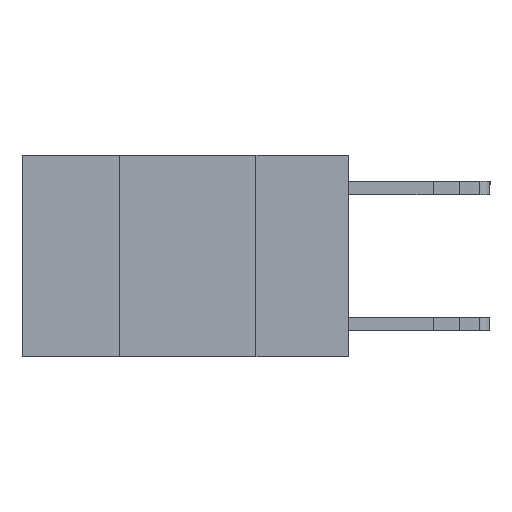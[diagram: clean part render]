
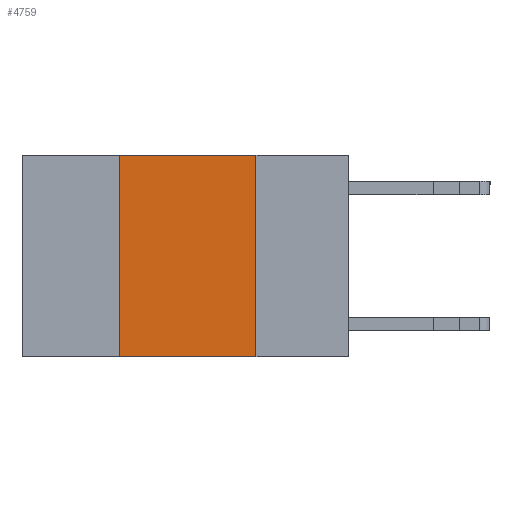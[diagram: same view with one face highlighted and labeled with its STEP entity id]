
A CAD part, left-side view. The second image highlights one B-rep face of the part: STEP entity #4759.
In plain terms, the highlighted planar face has unit normal (-1, 0, 0).
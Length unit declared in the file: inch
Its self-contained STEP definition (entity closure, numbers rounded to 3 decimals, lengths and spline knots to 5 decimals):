
#1068 = VERTEX_POINT ( 'NONE', #17876 ) ;
#1618 = VECTOR ( 'NONE', #2016, 39.37008 ) ;
#2016 = DIRECTION ( 'NONE',  ( 0., -1., 0. ) ) ;
#3125 = DIRECTION ( 'NONE',  ( 0., 0., 1. ) ) ;
#3493 = ORIENTED_EDGE ( 'NONE', *, *, #14070, .F. ) ;
#4427 = DIRECTION ( 'NONE',  ( 0., 0., -1. ) ) ;
#4759 = ADVANCED_FACE ( 'NONE', ( #17007 ), #20441, .F. ) ;
#4779 = LINE ( 'NONE', #18204, #10731 ) ;
#5714 = ORIENTED_EDGE ( 'NONE', *, *, #13800, .T. ) ;
#5892 = CARTESIAN_POINT ( 'NONE',  ( 0., 0.6, -0.37 ) ) ;
#7158 = ORIENTED_EDGE ( 'NONE', *, *, #8284, .F. ) ;
#7217 = DIRECTION ( 'NONE',  ( 0., 0., -1. ) ) ;
#7723 = AXIS2_PLACEMENT_3D ( 'NONE', #12063, #16796, #7217 ) ;
#8284 = EDGE_CURVE ( 'NONE', #8952, #11469, #13691, .T. ) ;
#8670 = CARTESIAN_POINT ( 'NONE',  ( 0., 0.17, -0.37 ) ) ;
#8952 = VERTEX_POINT ( 'NONE', #9106 ) ;
#9106 = CARTESIAN_POINT ( 'NONE',  ( 0., 0.42, 0. ) ) ;
#9847 = EDGE_CURVE ( 'NONE', #11469, #10512, #14015, .T. ) ;
#10512 = VERTEX_POINT ( 'NONE', #8670 ) ;
#10731 = VECTOR ( 'NONE', #3125, 39.37008 ) ;
#11469 = VERTEX_POINT ( 'NONE', #13555 ) ;
#12063 = CARTESIAN_POINT ( 'NONE',  ( 0., 0.6, 0. ) ) ;
#12608 = DIRECTION ( 'NONE',  ( 0., -1., 0. ) ) ;
#12943 = VECTOR ( 'NONE', #4427, 39.37008 ) ;
#13555 = CARTESIAN_POINT ( 'NONE',  ( 0., 0.17, 0. ) ) ;
#13691 = LINE ( 'NONE', #18745, #1618 ) ;
#13800 = EDGE_CURVE ( 'NONE', #1068, #10512, #19421, .T. ) ;
#14015 = LINE ( 'NONE', #19505, #12943 ) ;
#14070 = EDGE_CURVE ( 'NONE', #1068, #8952, #4779, .T. ) ;
#15091 = ORIENTED_EDGE ( 'NONE', *, *, #9847, .F. ) ;
#15314 = VECTOR ( 'NONE', #12608, 39.37008 ) ;
#15952 = EDGE_LOOP ( 'NONE', ( #15091, #7158, #3493, #5714 ) ) ;
#16796 = DIRECTION ( 'NONE',  ( 1., 0., 0. ) ) ;
#17007 = FACE_OUTER_BOUND ( 'NONE', #15952, .T. ) ;
#17876 = CARTESIAN_POINT ( 'NONE',  ( 0., 0.42, -0.37 ) ) ;
#18204 = CARTESIAN_POINT ( 'NONE',  ( 0., 0.42, 0. ) ) ;
#18745 = CARTESIAN_POINT ( 'NONE',  ( 0., 0.6, 0. ) ) ;
#19421 = LINE ( 'NONE', #5892, #15314 ) ;
#19505 = CARTESIAN_POINT ( 'NONE',  ( 0., 0.17, 0. ) ) ;
#20441 = PLANE ( 'NONE',  #7723 ) ;
